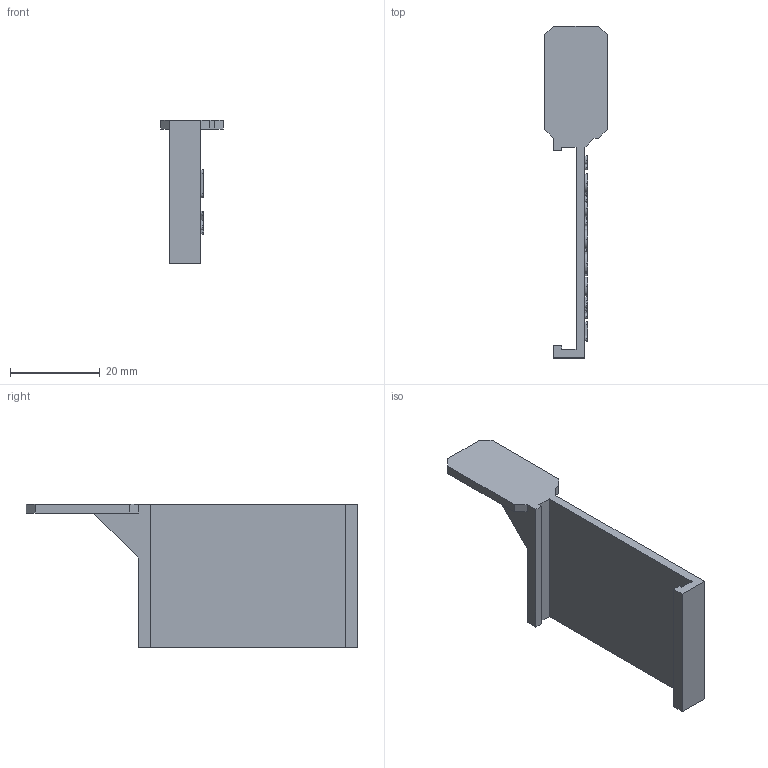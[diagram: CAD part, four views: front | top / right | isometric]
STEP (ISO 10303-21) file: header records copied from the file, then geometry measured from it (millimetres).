
FILE_DESCRIPTION(/* description */ (''),/* implementation_level */ '2;1');
FILE_NAME(/* name */ 'X-endsto.stp',/* time_stamp */ '2019-02-17T16:33:38+01:00',/* author */ ('janbe'),/* organization */ (''),/* preprocessor_version */ 'ST-DEVELOPER v17',/* originating_system */ 'Autodesk Inventor 2019',/* authorisation */ '');
FILE_SCHEMA (('AUTOMOTIVE_DESIGN { 1 0 10303 214 3 1 1 }'));
Length unit declared in the file: millimetre
Products named in the file (1): X-endsto
Bounding box: 14 x 73.75 x 32 mm (x, y, z)
Volume: 4950.8 mm3; surface area: 5297.1 mm2
Topology: 1 solids, 1 shells, 305 faces, 831 edges, 554 vertices
Faces by surface type: bspline 192, plane 113
Entity records: 10936 total; most frequent: CARTESIAN_POINT 4507, ORIENTED_EDGE 1662, EDGE_CURVE 831, DIRECTION 675, VERTEX_POINT 554, LINE 447, VECTOR 447, B_SPLINE_CURVE_WITH_KNOTS 384
